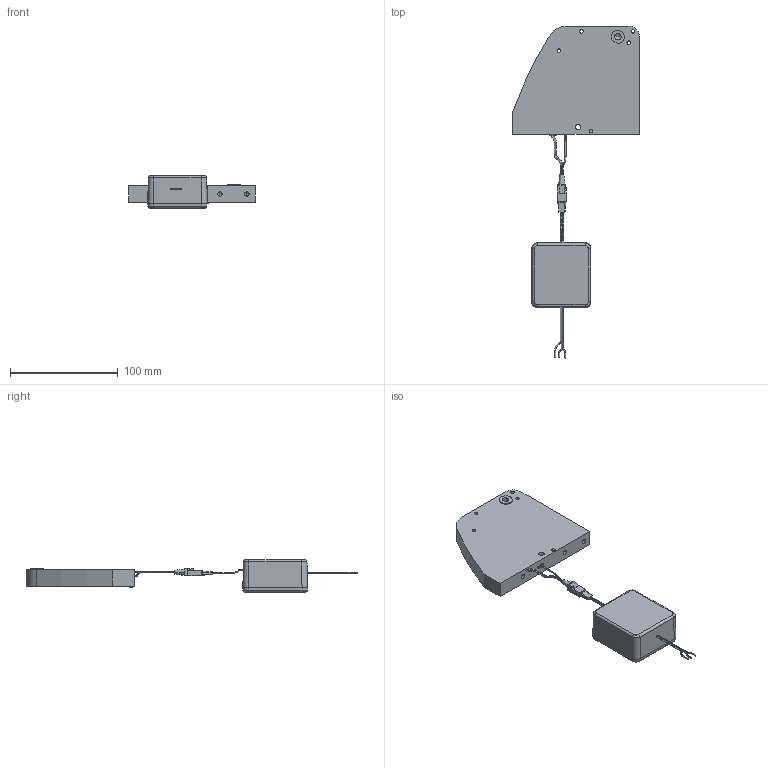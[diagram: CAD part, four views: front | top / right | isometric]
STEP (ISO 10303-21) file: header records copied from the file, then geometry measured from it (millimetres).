
FILE_DESCRIPTION (( 'STEP AP214' ), '1' );
FILE_NAME ('INGUN_110538.STEP', '2021-11-11T08:26:52', ( '' ), ( '' ), 'SwSTEP 2.0', 'SolidWorks 2018', '' );
FILE_SCHEMA (( 'AUTOMOTIVE_DESIGN' ));
Length unit declared in the file: millimetre
Products named in the file (20): 31194~0; 112297~0_S; 111429~0_S; 106829~0_S; K_102152~0; 111365~1_S; 106072~13_KUNDE<S>; INGUN_110538; 110518~0_S; K_102727~0; 111186~1_S; K_102726~0; 111364~1_S; 111185~3_S; K_102728~0; 111368~0_S; 112302~0_S; K_101934~0_Predeterminado; 106841~2_KUNDE<S>
Assembly tree (23 placements, depth 4):
  INGUN_110538
    106841~2_KUNDE<S>
      106072~13_KUNDE<S>
      106829~0_S
      31194~0
    110518~0_S
    111185~3_S
      111364~1_S
        111365~1_S
        K_102152~0
      111186~1_S
      111429~0_S
        K_102726~0
        K_102727~0
        K_102728~0  x4
      112297~0_S  x2
      112302~0_S
    111368~0_S
      111365~1_S
      K_101934~0_Predeterminado
Bounding box: 118 x 308.64 x 30.1 mm (x, y, z)
Volume: 184927.8 mm3; surface area: 64432.3 mm2
Topology: 25 solids, 25 shells, 1874 faces, 4824 edges, 3105 vertices
Faces by surface type: plane 843, bspline 586, cylinder 224, cone 123, torus 98
Entity records: 84843 total; most frequent: CARTESIAN_POINT 38650, ORIENTED_EDGE 7810, DIRECTION 5427, EDGE_CURVE 3905, VERTEX_POINT 2501, AXIS2_PLACEMENT_3D 1812, LINE 1803, VECTOR 1803
